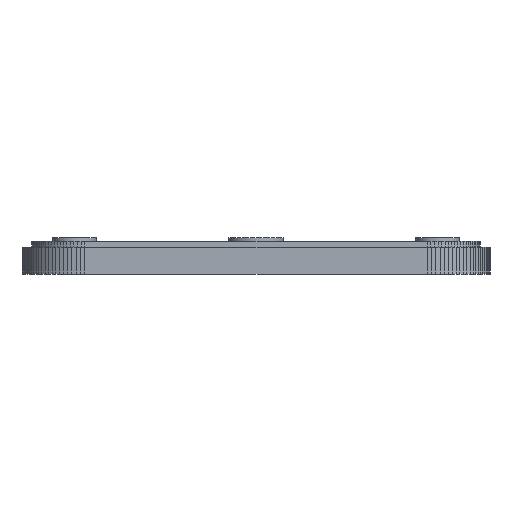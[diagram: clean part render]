
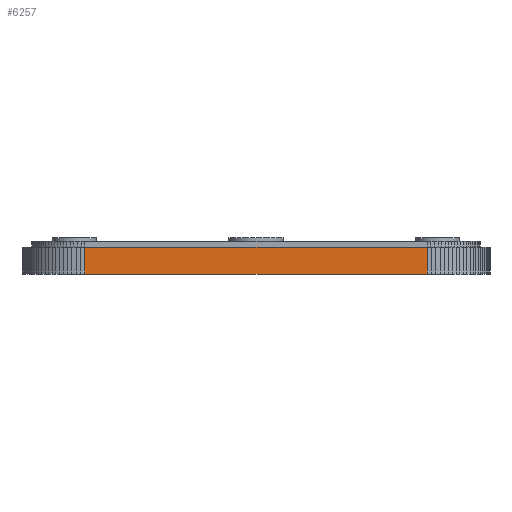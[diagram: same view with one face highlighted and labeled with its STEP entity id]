
A CAD part, front view. The second image highlights one B-rep face of the part: STEP entity #6257.
In plain terms, the highlighted planar face has unit normal (0, -1, 0).
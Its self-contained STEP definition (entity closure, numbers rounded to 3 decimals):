
#151=FACE_OUTER_BOUND('',#480,.T.);
#480=EDGE_LOOP('',(#4548,#4549,#4550,#4551));
#853=LINE('',#8680,#1735);
#898=LINE('',#8780,#1780);
#1107=LINE('',#9197,#1989);
#1109=LINE('',#9201,#1991);
#1735=VECTOR('',#6999,10.);
#1780=VECTOR('',#7056,10.);
#1989=VECTOR('',#7351,10.);
#1991=VECTOR('',#7357,10.);
#2614=VERTEX_POINT('',#8677);
#2615=VERTEX_POINT('',#8679);
#2663=VERTEX_POINT('',#8777);
#2664=VERTEX_POINT('',#8779);
#3229=EDGE_CURVE('',#2614,#2615,#853,.T.);
#3279=EDGE_CURVE('',#2664,#2663,#898,.T.);
#3488=EDGE_CURVE('',#2615,#2663,#1107,.T.);
#3490=EDGE_CURVE('',#2614,#2664,#1109,.T.);
#4548=ORIENTED_EDGE('',*,*,#3490,.T.);
#4549=ORIENTED_EDGE('',*,*,#3279,.T.);
#4550=ORIENTED_EDGE('',*,*,#3488,.F.);
#4551=ORIENTED_EDGE('',*,*,#3229,.F.);
#5952=PLANE('',#6600);
#6257=ADVANCED_FACE('',(#151),#5952,.T.);
#6600=AXIS2_PLACEMENT_3D('',#9200,#7355,#7356);
#6999=DIRECTION('',(-1.,0.,0.));
#7056=DIRECTION('',(-1.,0.,0.));
#7351=DIRECTION('',(0.,0.,1.));
#7355=DIRECTION('center_axis',(0.,-1.,0.));
#7356=DIRECTION('ref_axis',(0.,0.,-1.));
#7357=DIRECTION('',(0.,0.,1.));
#8677=CARTESIAN_POINT('',(66.802,-4.102,0.));
#8679=CARTESIAN_POINT('',(6.858,-4.102,0.));
#8680=CARTESIAN_POINT('',(66.802,-4.102,0.));
#8777=CARTESIAN_POINT('',(6.858,-4.102,4.699));
#8779=CARTESIAN_POINT('',(66.802,-4.102,4.699));
#8780=CARTESIAN_POINT('',(66.802,-4.102,4.699));
#9197=CARTESIAN_POINT('',(6.858,-4.102,0.));
#9200=CARTESIAN_POINT('Origin',(36.83,-4.102,4.699));
#9201=CARTESIAN_POINT('',(66.802,-4.102,0.));
